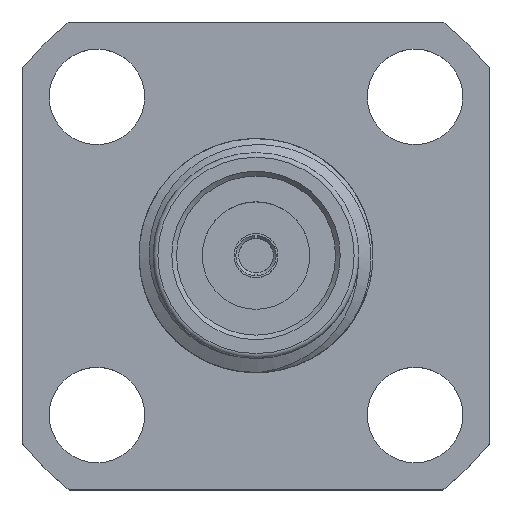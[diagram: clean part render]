
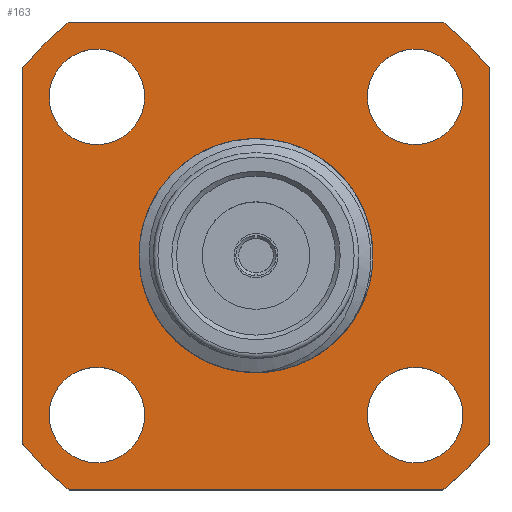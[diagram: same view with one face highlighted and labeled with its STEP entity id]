
A CAD part, top view. The second image highlights one B-rep face of the part: STEP entity #163.
In plain terms, the highlighted planar face has unit normal (0, 0, 1).
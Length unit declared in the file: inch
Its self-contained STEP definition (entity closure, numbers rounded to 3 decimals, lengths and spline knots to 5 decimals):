
#15 = EDGE_CURVE ( 'NONE', #1165, #1277, #388, .T. ) ;
#57 = FACE_BOUND ( 'NONE', #2220, .T. ) ;
#163 = ADVANCED_FACE ( 'NONE', ( #499, #57, #2303, #2533, #1634, #976 ), #2519, .F. ) ;
#170 = AXIS2_PLACEMENT_3D ( 'NONE', #1328, #712, #2199 ) ;
#190 = VERTEX_POINT ( 'NONE', #1864 ) ;
#223 = CARTESIAN_POINT ( 'NONE',  ( 0.221, 0.17, 0. ) ) ;
#229 = EDGE_CURVE ( 'NONE', #2494, #1332, #1826, .T. ) ;
#281 = CARTESIAN_POINT ( 'NONE',  ( 0.25, 0.19975, 0. ) ) ;
#309 = DIRECTION ( 'NONE',  ( -1., 0., 0. ) ) ;
#340 = DIRECTION ( 'NONE',  ( 1., 0., 0. ) ) ;
#355 = DIRECTION ( 'NONE',  ( 0., 1., 0. ) ) ;
#373 = CARTESIAN_POINT ( 'NONE',  ( 0., 0., 0. ) ) ;
#388 = CIRCLE ( 'NONE', #711, 0.32 ) ;
#429 = EDGE_LOOP ( 'NONE', ( #1365 ) ) ;
#450 = AXIS2_PLACEMENT_3D ( 'NONE', #2334, #764, #340 ) ;
#471 = DIRECTION ( 'NONE',  ( -1., 0., 0. ) ) ;
#499 = FACE_BOUND ( 'NONE', #2082, .T. ) ;
#532 = AXIS2_PLACEMENT_3D ( 'NONE', #1863, #2710, #1170 ) ;
#542 = VERTEX_POINT ( 'NONE', #1302 ) ;
#545 = CARTESIAN_POINT ( 'NONE',  ( 0., 0., 0. ) ) ;
#566 = DIRECTION ( 'NONE',  ( 0., 0., 1. ) ) ;
#611 = EDGE_CURVE ( 'NONE', #2206, #2206, #1796, .T. ) ;
#632 = AXIS2_PLACEMENT_3D ( 'NONE', #2091, #1670, #2755 ) ;
#650 = VERTEX_POINT ( 'NONE', #223 ) ;
#675 = CIRCLE ( 'NONE', #632, 0.051 ) ;
#711 = AXIS2_PLACEMENT_3D ( 'NONE', #2845, #1761, #1774 ) ;
#712 = DIRECTION ( 'NONE',  ( 0., 0., 1. ) ) ;
#764 = DIRECTION ( 'NONE',  ( 0., 0., 1. ) ) ;
#765 = AXIS2_PLACEMENT_3D ( 'NONE', #1016, #566, #1211 ) ;
#804 = ORIENTED_EDGE ( 'NONE', *, *, #1783, .T. ) ;
#806 = ORIENTED_EDGE ( 'NONE', *, *, #15, .F. ) ;
#809 = AXIS2_PLACEMENT_3D ( 'NONE', #1852, #1171, #309 ) ;
#833 = DIRECTION ( 'NONE',  ( 0., -1., 0. ) ) ;
#920 = EDGE_CURVE ( 'NONE', #542, #1742, #2116, .T. ) ;
#972 = EDGE_LOOP ( 'NONE', ( #1868 ) ) ;
#976 = FACE_OUTER_BOUND ( 'NONE', #2861, .T. ) ;
#996 = VECTOR ( 'NONE', #833, 39.37008 ) ;
#1016 = CARTESIAN_POINT ( 'NONE',  ( 0.17, 0.17, 0. ) ) ;
#1120 = ORIENTED_EDGE ( 'NONE', *, *, #1258, .F. ) ;
#1125 = DIRECTION ( 'NONE',  ( 0., 0., 1. ) ) ;
#1165 = VERTEX_POINT ( 'NONE', #1541 ) ;
#1170 = DIRECTION ( 'NONE',  ( -1., 0., 0. ) ) ;
#1171 = DIRECTION ( 'NONE',  ( 0., 0., -1. ) ) ;
#1178 = DIRECTION ( 'NONE',  ( 0., 0., -1. ) ) ;
#1211 = DIRECTION ( 'NONE',  ( 1., 0., 0. ) ) ;
#1222 = DIRECTION ( 'NONE',  ( -1., 0., 0. ) ) ;
#1226 = CIRCLE ( 'NONE', #2163, 0.11989 ) ;
#1258 = EDGE_CURVE ( 'NONE', #190, #1332, #2393, .T. ) ;
#1259 = CARTESIAN_POINT ( 'NONE',  ( -0.119, -0.17, 0. ) ) ;
#1265 = CARTESIAN_POINT ( 'NONE',  ( -0.25, -0.25, 0. ) ) ;
#1277 = VERTEX_POINT ( 'NONE', #1677 ) ;
#1287 = CARTESIAN_POINT ( 'NONE',  ( -0.119, 0.17, 0. ) ) ;
#1302 = CARTESIAN_POINT ( 'NONE',  ( 0.25, -0.19975, 0. ) ) ;
#1319 = CARTESIAN_POINT ( 'NONE',  ( 0.19975, -0.25, 0. ) ) ;
#1328 = CARTESIAN_POINT ( 'NONE',  ( 0., 0., 0. ) ) ;
#1332 = VERTEX_POINT ( 'NONE', #2108 ) ;
#1340 = EDGE_CURVE ( 'NONE', #190, #1277, #2608, .T. ) ;
#1365 = ORIENTED_EDGE ( 'NONE', *, *, #1379, .F. ) ;
#1379 = EDGE_CURVE ( 'NONE', #650, #650, #2630, .T. ) ;
#1397 = ORIENTED_EDGE ( 'NONE', *, *, #1556, .F. ) ;
#1407 = EDGE_CURVE ( 'NONE', #1165, #1729, #1894, .T. ) ;
#1413 = ORIENTED_EDGE ( 'NONE', *, *, #1885, .F. ) ;
#1482 = CARTESIAN_POINT ( 'NONE',  ( 0.25, -0.25, 0. ) ) ;
#1490 = ORIENTED_EDGE ( 'NONE', *, *, #1407, .T. ) ;
#1493 = DIRECTION ( 'NONE',  ( 1., 0., 0. ) ) ;
#1502 = CARTESIAN_POINT ( 'NONE',  ( -0.11989, 0., 0. ) ) ;
#1530 = ORIENTED_EDGE ( 'NONE', *, *, #229, .T. ) ;
#1541 = CARTESIAN_POINT ( 'NONE',  ( -0.19975, -0.25, 0. ) ) ;
#1556 = EDGE_CURVE ( 'NONE', #542, #1729, #2489, .T. ) ;
#1559 = VECTOR ( 'NONE', #1816, 39.37008 ) ;
#1629 = EDGE_LOOP ( 'NONE', ( #1806 ) ) ;
#1634 = FACE_BOUND ( 'NONE', #1629, .T. ) ;
#1670 = DIRECTION ( 'NONE',  ( 0., 0., 1. ) ) ;
#1677 = CARTESIAN_POINT ( 'NONE',  ( -0.25, -0.19975, 0. ) ) ;
#1700 = AXIS2_PLACEMENT_3D ( 'NONE', #373, #2000, #471 ) ;
#1709 = CARTESIAN_POINT ( 'NONE',  ( -0.25, -0.25, 0. ) ) ;
#1729 = VERTEX_POINT ( 'NONE', #1319 ) ;
#1742 = VERTEX_POINT ( 'NONE', #281 ) ;
#1761 = DIRECTION ( 'NONE',  ( 0., 0., -1. ) ) ;
#1774 = DIRECTION ( 'NONE',  ( -1., 0., 0. ) ) ;
#1783 = EDGE_CURVE ( 'NONE', #1935, #1935, #1226, .T. ) ;
#1796 = CIRCLE ( 'NONE', #2157, 0.051 ) ;
#1806 = ORIENTED_EDGE ( 'NONE', *, *, #1890, .F. ) ;
#1816 = DIRECTION ( 'NONE',  ( -1., 0., 0. ) ) ;
#1826 = LINE ( 'NONE', #2041, #1559 ) ;
#1852 = CARTESIAN_POINT ( 'NONE',  ( 0., 0., 0. ) ) ;
#1863 = CARTESIAN_POINT ( 'NONE',  ( 0., 0., 0. ) ) ;
#1864 = CARTESIAN_POINT ( 'NONE',  ( -0.25, 0.19975, 0. ) ) ;
#1868 = ORIENTED_EDGE ( 'NONE', *, *, #611, .F. ) ;
#1885 = EDGE_CURVE ( 'NONE', #2588, #2588, #675, .T. ) ;
#1890 = EDGE_CURVE ( 'NONE', #2147, #2147, #2448, .T. ) ;
#1894 = LINE ( 'NONE', #1265, #2858 ) ;
#1935 = VERTEX_POINT ( 'NONE', #1502 ) ;
#1953 = ORIENTED_EDGE ( 'NONE', *, *, #1340, .T. ) ;
#1965 = CARTESIAN_POINT ( 'NONE',  ( 0.221, -0.17, 0. ) ) ;
#2000 = DIRECTION ( 'NONE',  ( 0., 0., -1. ) ) ;
#2041 = CARTESIAN_POINT ( 'NONE',  ( -0.25, 0.25, 0. ) ) ;
#2082 = EDGE_LOOP ( 'NONE', ( #804 ) ) ;
#2091 = CARTESIAN_POINT ( 'NONE',  ( -0.17, -0.17, 0. ) ) ;
#2108 = CARTESIAN_POINT ( 'NONE',  ( -0.19975, 0.25, 0. ) ) ;
#2116 = LINE ( 'NONE', #1482, #2759 ) ;
#2122 = ORIENTED_EDGE ( 'NONE', *, *, #2245, .T. ) ;
#2136 = CARTESIAN_POINT ( 'NONE',  ( 0.19975, 0.25, 0. ) ) ;
#2147 = VERTEX_POINT ( 'NONE', #1287 ) ;
#2157 = AXIS2_PLACEMENT_3D ( 'NONE', #2461, #1125, #2618 ) ;
#2163 = AXIS2_PLACEMENT_3D ( 'NONE', #545, #1178, #1222 ) ;
#2199 = DIRECTION ( 'NONE',  ( 1., 0., 0. ) ) ;
#2206 = VERTEX_POINT ( 'NONE', #1965 ) ;
#2220 = EDGE_LOOP ( 'NONE', ( #1413 ) ) ;
#2245 = EDGE_CURVE ( 'NONE', #1742, #2494, #2634, .T. ) ;
#2303 = FACE_BOUND ( 'NONE', #972, .T. ) ;
#2334 = CARTESIAN_POINT ( 'NONE',  ( -0.17, 0.17, 0. ) ) ;
#2351 = ORIENTED_EDGE ( 'NONE', *, *, #920, .T. ) ;
#2393 = CIRCLE ( 'NONE', #532, 0.32 ) ;
#2448 = CIRCLE ( 'NONE', #450, 0.051 ) ;
#2461 = CARTESIAN_POINT ( 'NONE',  ( 0.17, -0.17, 0. ) ) ;
#2489 = CIRCLE ( 'NONE', #1700, 0.32 ) ;
#2494 = VERTEX_POINT ( 'NONE', #2136 ) ;
#2519 = PLANE ( 'NONE',  #809 ) ;
#2533 = FACE_BOUND ( 'NONE', #429, .T. ) ;
#2588 = VERTEX_POINT ( 'NONE', #1259 ) ;
#2608 = LINE ( 'NONE', #1709, #996 ) ;
#2618 = DIRECTION ( 'NONE',  ( 1., 0., 0. ) ) ;
#2630 = CIRCLE ( 'NONE', #765, 0.051 ) ;
#2634 = CIRCLE ( 'NONE', #170, 0.32 ) ;
#2710 = DIRECTION ( 'NONE',  ( 0., 0., -1. ) ) ;
#2755 = DIRECTION ( 'NONE',  ( 1., 0., 0. ) ) ;
#2759 = VECTOR ( 'NONE', #355, 39.37008 ) ;
#2845 = CARTESIAN_POINT ( 'NONE',  ( 0., 0., 0. ) ) ;
#2858 = VECTOR ( 'NONE', #1493, 39.37008 ) ;
#2861 = EDGE_LOOP ( 'NONE', ( #1120, #1953, #806, #1490, #1397, #2351, #2122, #1530 ) ) ;
